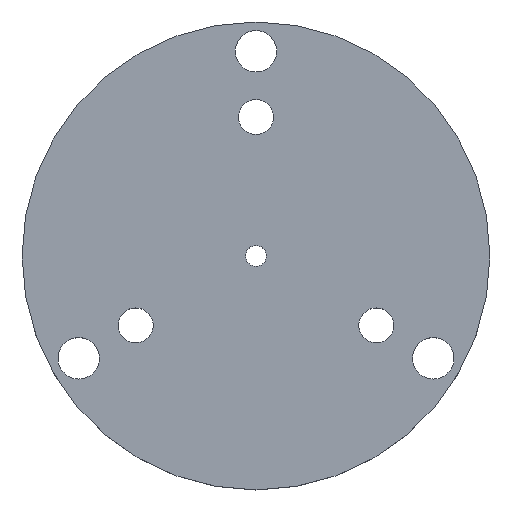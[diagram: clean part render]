
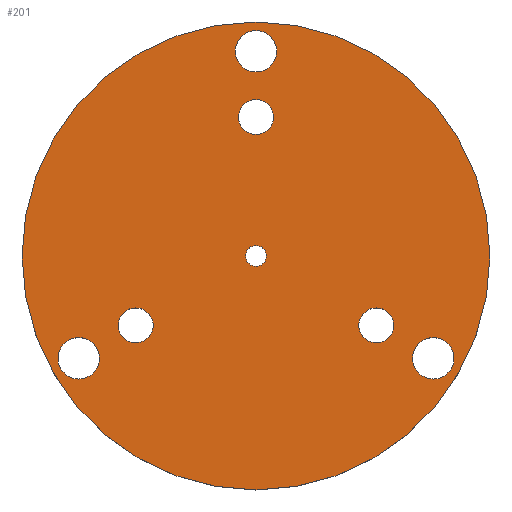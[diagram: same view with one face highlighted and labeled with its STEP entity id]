
A CAD part, top view. The second image highlights one B-rep face of the part: STEP entity #201.
In plain terms, the highlighted planar face has unit normal (0, 0, 1).
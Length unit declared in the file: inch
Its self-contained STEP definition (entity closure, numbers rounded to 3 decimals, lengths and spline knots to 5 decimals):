
#15=FACE_BOUND('',#50,.T.);
#16=FACE_BOUND('',#51,.T.);
#17=FACE_BOUND('',#52,.T.);
#18=FACE_BOUND('',#53,.T.);
#19=FACE_BOUND('',#54,.T.);
#20=FACE_BOUND('',#55,.T.);
#21=FACE_BOUND('',#56,.T.);
#29=PLANE('',#241);
#39=FACE_OUTER_BOUND('',#49,.T.);
#49=EDGE_LOOP('',(#169));
#50=EDGE_LOOP('',(#170));
#51=EDGE_LOOP('',(#171));
#52=EDGE_LOOP('',(#172));
#53=EDGE_LOOP('',(#173));
#54=EDGE_LOOP('',(#174));
#55=EDGE_LOOP('',(#175));
#56=EDGE_LOOP('',(#176));
#82=CIRCLE('',#219,0.0447);
#84=CIRCLE('',#222,0.07475);
#86=CIRCLE('',#225,0.07475);
#88=CIRCLE('',#228,0.0885);
#90=CIRCLE('',#231,0.0885);
#92=CIRCLE('',#234,0.07475);
#94=CIRCLE('',#237,0.0885);
#95=CIRCLE('',#239,1.);
#98=VERTEX_POINT('',#309);
#100=VERTEX_POINT('',#315);
#102=VERTEX_POINT('',#321);
#104=VERTEX_POINT('',#327);
#106=VERTEX_POINT('',#333);
#108=VERTEX_POINT('',#339);
#110=VERTEX_POINT('',#345);
#111=VERTEX_POINT('',#349);
#115=EDGE_CURVE('',#98,#98,#82,.T.);
#118=EDGE_CURVE('',#100,#100,#84,.T.);
#121=EDGE_CURVE('',#102,#102,#86,.T.);
#124=EDGE_CURVE('',#104,#104,#88,.T.);
#127=EDGE_CURVE('',#106,#106,#90,.T.);
#130=EDGE_CURVE('',#108,#108,#92,.T.);
#133=EDGE_CURVE('',#110,#110,#94,.T.);
#134=EDGE_CURVE('',#111,#111,#95,.T.);
#169=ORIENTED_EDGE('',*,*,#134,.T.);
#170=ORIENTED_EDGE('',*,*,#115,.T.);
#171=ORIENTED_EDGE('',*,*,#118,.T.);
#172=ORIENTED_EDGE('',*,*,#121,.T.);
#173=ORIENTED_EDGE('',*,*,#124,.T.);
#174=ORIENTED_EDGE('',*,*,#127,.T.);
#175=ORIENTED_EDGE('',*,*,#130,.T.);
#176=ORIENTED_EDGE('',*,*,#133,.T.);
#201=ADVANCED_FACE('',(#39,#15,#16,#17,#18,#19,#20,#21),#29,.T.);
#219=AXIS2_PLACEMENT_3D('',#311,#250,#251);
#222=AXIS2_PLACEMENT_3D('',#317,#257,#258);
#225=AXIS2_PLACEMENT_3D('',#323,#264,#265);
#228=AXIS2_PLACEMENT_3D('',#329,#271,#272);
#231=AXIS2_PLACEMENT_3D('',#335,#278,#279);
#234=AXIS2_PLACEMENT_3D('',#341,#285,#286);
#237=AXIS2_PLACEMENT_3D('',#347,#292,#293);
#239=AXIS2_PLACEMENT_3D('',#350,#296,#297);
#241=AXIS2_PLACEMENT_3D('',#354,#301,#302);
#250=DIRECTION('center_axis',(0.,0.,-1.));
#251=DIRECTION('ref_axis',(-1.,0.,0.));
#257=DIRECTION('center_axis',(0.,0.,-1.));
#258=DIRECTION('ref_axis',(-1.,0.,0.));
#264=DIRECTION('center_axis',(0.,0.,-1.));
#265=DIRECTION('ref_axis',(-1.,0.,0.));
#271=DIRECTION('center_axis',(0.,0.,-1.));
#272=DIRECTION('ref_axis',(-1.,0.,0.));
#278=DIRECTION('center_axis',(0.,0.,-1.));
#279=DIRECTION('ref_axis',(-1.,0.,0.));
#285=DIRECTION('center_axis',(0.,0.,-1.));
#286=DIRECTION('ref_axis',(-1.,0.,0.));
#292=DIRECTION('center_axis',(0.,0.,-1.));
#293=DIRECTION('ref_axis',(-1.,0.,0.));
#296=DIRECTION('center_axis',(0.,0.,1.));
#297=DIRECTION('ref_axis',(1.,0.,0.));
#301=DIRECTION('center_axis',(0.,0.,1.));
#302=DIRECTION('ref_axis',(1.,0.,0.));
#309=CARTESIAN_POINT('',(0.0447,0.,0.25));
#311=CARTESIAN_POINT('Origin',(0.,0.,0.25));
#315=CARTESIAN_POINT('',(0.58895,-0.29688,0.25));
#317=CARTESIAN_POINT('Origin',(0.5142,-0.29688,0.25));
#321=CARTESIAN_POINT('',(-0.43945,-0.29688,0.25));
#323=CARTESIAN_POINT('Origin',(-0.5142,-0.29688,0.25));
#327=CARTESIAN_POINT('',(0.84627,-0.4375,0.25));
#329=CARTESIAN_POINT('Origin',(0.75777,-0.4375,0.25));
#333=CARTESIAN_POINT('',(-0.66927,-0.4375,0.25));
#335=CARTESIAN_POINT('Origin',(-0.75777,-0.4375,0.25));
#339=CARTESIAN_POINT('',(0.07475,0.59375,0.25));
#341=CARTESIAN_POINT('Origin',(0.,0.59375,0.25));
#345=CARTESIAN_POINT('',(0.0885,0.875,0.25));
#347=CARTESIAN_POINT('Origin',(0.,0.875,0.25));
#349=CARTESIAN_POINT('',(-1.,0.,0.25));
#350=CARTESIAN_POINT('Origin',(0.,0.,0.25));
#354=CARTESIAN_POINT('Origin',(0.,0.,0.25));
